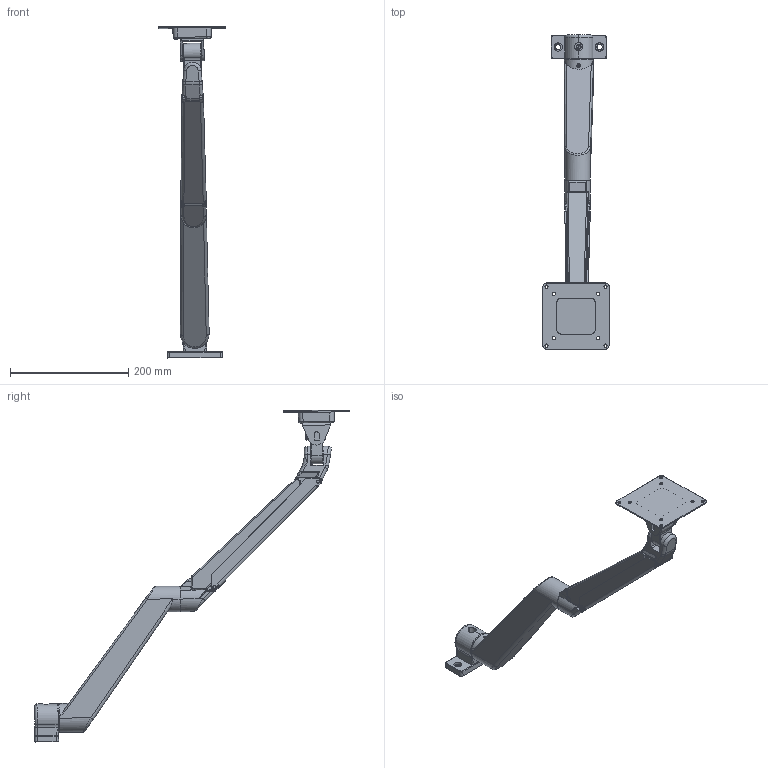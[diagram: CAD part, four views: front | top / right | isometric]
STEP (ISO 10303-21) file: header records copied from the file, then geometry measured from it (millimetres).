
FILE_DESCRIPTION(('STEP AP203'),'1');
FILE_NAME('ERGO00H2004.stp','2025-04-15T06:52:11',(' '),(' '),'Spatial InterOp 3D',' ',' ');
FILE_SCHEMA(('CONFIG_CONTROL_DESIGN'));
Length unit declared in the file: millimetre
Products named in the file (12): Support Ecran VESA 75/75 et 100/100, orientable 5 Axes; Socle platine; Equerre; Platine écran; Rotule4; Rotule 3; Arbre3; Arbre2; Rotule2; Arbre1; Rotule1; Platine support
Assembly tree (11 placements, depth 2):
  Support Ecran VESA 75/75 et 100/100, orientable 5 Axes
    Socle platine
    Equerre
    Platine écran
    Rotule4
    Rotule 3
    Arbre3
    Arbre2
    Rotule2
    Arbre1
    Rotule1
    Platine support
Bounding box: 112.02 x 533.28 x 562.56 mm (x, y, z)
Volume: 1319276.9 mm3; surface area: 243146.8 mm2
Topology: 11 solids, 13 shells, 1001 faces, 2469 edges, 1488 vertices
Faces by surface type: cylinder 390, bspline 240, plane 196, torus 106, cone 69
Entity records: 48607 total; most frequent: CARTESIAN_POINT 25598, ORIENTED_EDGE 4898, DIRECTION 3902, EDGE_CURVE 2449, AXIS2_PLACEMENT_3D 1548, VERTEX_POINT 1488, EDGE_LOOP 1059, ADVANCED_FACE 1001
